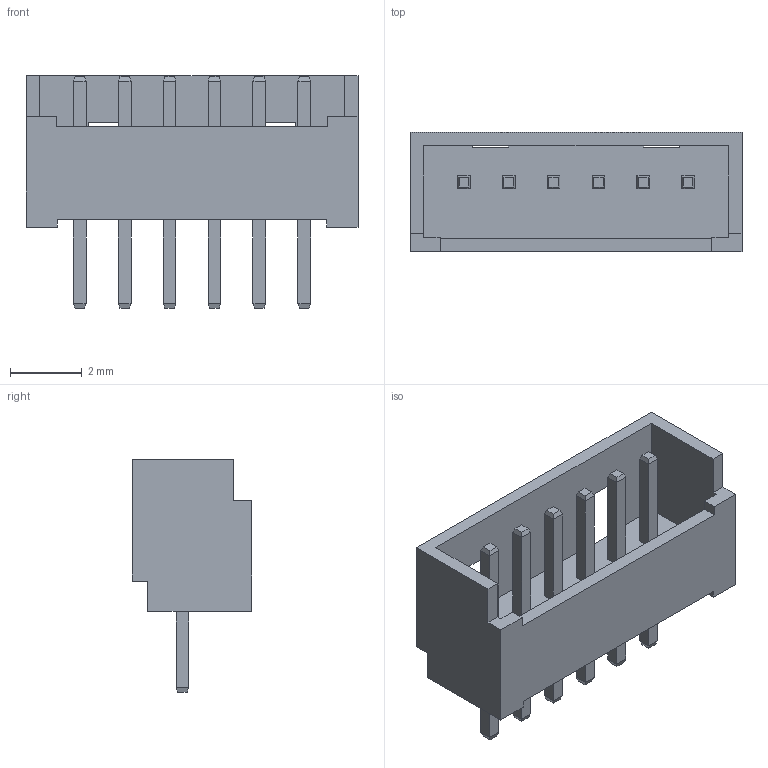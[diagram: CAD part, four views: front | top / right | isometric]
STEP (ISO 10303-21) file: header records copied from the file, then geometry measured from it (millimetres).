
FILE_DESCRIPTION(/* description */ ('Unknown'),/* implementation_level */ '2;1');
FILE_NAME(/* name */ 'JST - GH - Thru - 6Pin - 1.25mm',/* time_stamp */ '2018-10-28T11:24:41-04:00',/* author */ ('Unknown'),/* organization */ ('Unknown'),/* preprocessor_version */ 'ST-DEVELOPER v16.7',/* originating_system */ 'DEX',/* authorisation */ $);
FILE_SCHEMA (('AUTOMOTIVE_DESIGN {1 0 10303 214 3 1 1}'));
Length unit declared in the file: millimetre
Products named in the file (1): JST - GH - Thru - 6Pin - 1.25mm
Bounding box: 9.25 x 3.33 x 6.48 mm (x, y, z)
Volume: 55.3 mm3; surface area: 247.6 mm2
Topology: 1 solids, 21 shells, 312 faces, 738 edges, 476 vertices
Faces by surface type: plane 273, bspline 39
Entity records: 12157 total; most frequent: CARTESIAN_POINT 3426, ORIENTED_EDGE 1468, DIRECTION 1018, EDGE_CURVE 734, VERTEX_POINT 476, LINE 470, VECTOR 470, EDGE_LOOP 340
